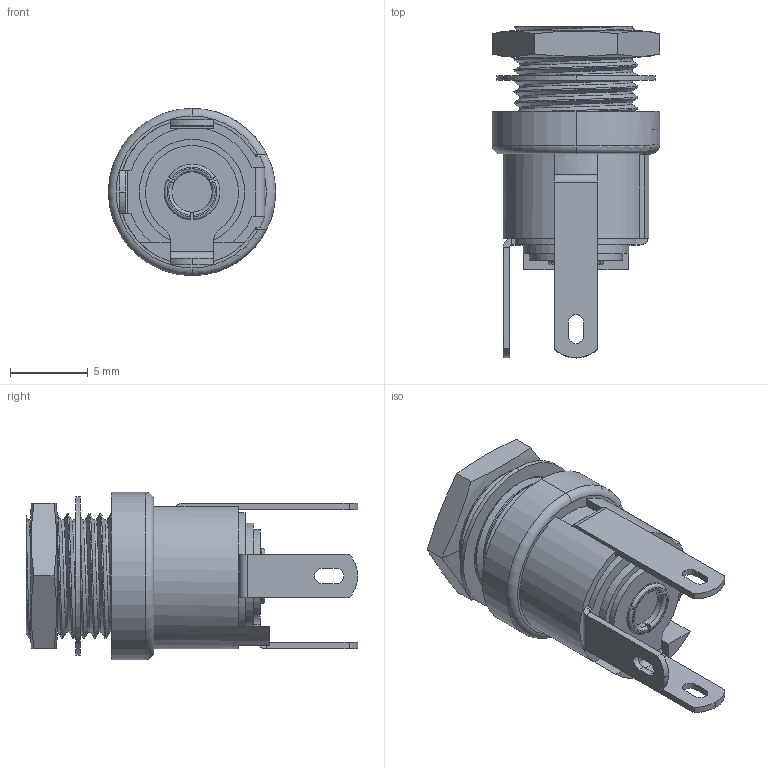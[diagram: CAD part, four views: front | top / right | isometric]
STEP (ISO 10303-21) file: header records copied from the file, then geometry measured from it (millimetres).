
FILE_DESCRIPTION (( 'STEP AP214' ), '1' );
FILE_NAME ('EJ502B.STEP', '2020-02-07T01:45:01', ( '' ), ( '' ), 'SwSTEP 2.0', 'SolidWorks 2017', '' );
FILE_SCHEMA (( 'AUTOMOTIVE_DESIGN' ));
Length unit declared in the file: millimetre
Products named in the file (1): EJ502B
Bounding box: 10.8 x 21.4 x 10.8 mm (x, y, z)
Volume: 799.6 mm3; surface area: 1848.8 mm2
Topology: 10 solids, 10 shells, 220 faces, 558 edges, 362 vertices
Faces by surface type: plane 108, cylinder 91, torus 14, sphere 4, bspline 3
Entity records: 9639 total; most frequent: CARTESIAN_POINT 4172, ORIENTED_EDGE 1116, DIRECTION 1116, EDGE_CURVE 558, AXIS2_PLACEMENT_3D 411, VERTEX_POINT 362, VECTOR 294, LINE 294
